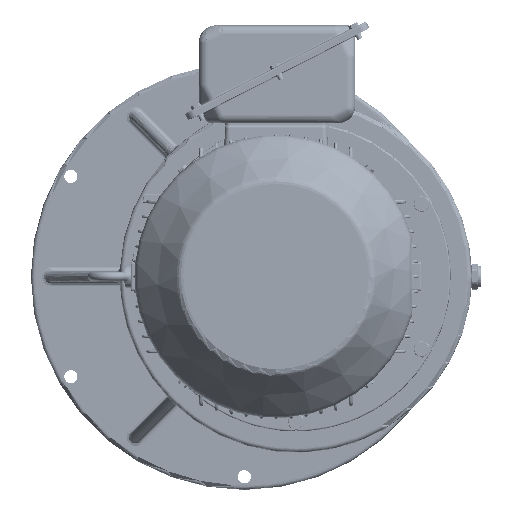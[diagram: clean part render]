
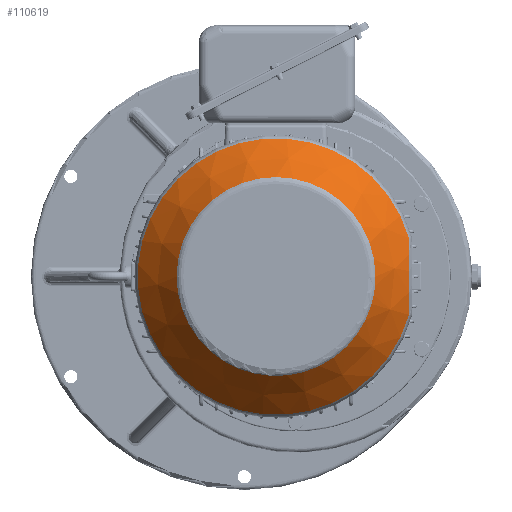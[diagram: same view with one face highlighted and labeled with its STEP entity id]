
A CAD part, left-side view. The second image highlights one B-rep face of the part: STEP entity #110619.
In plain terms, the highlighted conical face has half-angle 40 degrees and reference radius 160.7 mm.
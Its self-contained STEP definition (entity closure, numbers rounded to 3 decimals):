
#18609 = CARTESIAN_POINT ( 'NONE',  ( -523.157, 62.551, 14.704 ) ) ;
#28553 = VERTEX_POINT ( 'NONE', #113577 ) ;
#38431 = CARTESIAN_POINT ( 'NONE',  ( -516.96, 214., 0. ) ) ;
#38450 = AXIS2_PLACEMENT_3D ( 'NONE', #227695, #223079, #83109 ) ;
#48651 = EDGE_CURVE ( 'NONE', #28553, #96303, #117484, .T. ) ;
#51579 = CARTESIAN_POINT ( 'NONE',  ( -516.96, 62.959, 43.537 ) ) ;
#53756 = AXIS2_PLACEMENT_3D ( 'NONE', #38431, #87905, #159585 ) ;
#53907 = CARTESIAN_POINT ( 'NONE',  ( -523.172, 62.549, -12.789 ) ) ;
#55080 = CARTESIAN_POINT ( 'NONE',  ( -519.024, 62.826, 36.422 ) ) ;
#58835 = CARTESIAN_POINT ( 'NONE',  ( -516.96, 62.959, -43.537 ) ) ;
#63461 = CARTESIAN_POINT ( 'NONE',  ( -520.848, 62.707, -29.268 ) ) ;
#66824 = ORIENTED_EDGE ( 'NONE', *, *, #218613, .T. ) ;
#79754 = CONICAL_SURFACE ( 'NONE', #38450, 160.7, 0.698 ) ;
#83109 = DIRECTION ( 'NONE',  ( 0., -1., 0. ) ) ;
#83356 = CARTESIAN_POINT ( 'NONE',  ( -516.96, 62.959, -43.537 ) ) ;
#84294 = FACE_OUTER_BOUND ( 'NONE', #209778, .T. ) ;
#85712 = CARTESIAN_POINT ( 'NONE',  ( -523.749, 62.51, 7.412 ) ) ;
#87905 = DIRECTION ( 'NONE',  ( -1., 0., 0. ) ) ;
#87982 = DIRECTION ( 'NONE',  ( 0., 1., 0. ) ) ;
#88018 = CARTESIAN_POINT ( 'NONE',  ( -521.432, 62.667, 25.587 ) ) ;
#96303 = VERTEX_POINT ( 'NONE', #58835 ) ;
#103296 = DIRECTION ( 'NONE',  ( 1., 0., 0. ) ) ;
#105660 = CARTESIAN_POINT ( 'NONE',  ( -523.611, 62.519, -7.261 ) ) ;
#108233 = AXIS2_PLACEMENT_3D ( 'NONE', #139713, #103296, #87982 ) ;
#110619 = ADVANCED_FACE ( 'NONE', ( #153650, #84294 ), #79754, .T. ) ;
#113577 = CARTESIAN_POINT ( 'NONE',  ( -516.96, 62.959, 43.537 ) ) ;
#117484 = CIRCLE ( 'NONE', #53756, 157.191 ) ;
#127728 = ORIENTED_EDGE ( 'NONE', *, *, #185926, .T. ) ;
#134763 = EDGE_LOOP ( 'NONE', ( #66824 ) ) ;
#135115 = CARTESIAN_POINT ( 'NONE',  ( -522.294, 62.609, -20.146 ) ) ;
#139713 = CARTESIAN_POINT ( 'NONE',  ( -569.628, 214., 0. ) ) ;
#153650 = FACE_BOUND ( 'NONE', #134763, .T. ) ;
#155016 = CARTESIAN_POINT ( 'NONE',  ( -522.549, 62.592, -18.315 ) ) ;
#159585 = DIRECTION ( 'NONE',  ( 0., 1., 0. ) ) ;
#170783 = ORIENTED_EDGE ( 'NONE', *, *, #48651, .T. ) ;
#178467 = CARTESIAN_POINT ( 'NONE',  ( -518.05, 62.89, 39.995 ) ) ;
#179071 = B_SPLINE_CURVE_WITH_KNOTS ( 'NONE', 3,
 ( #83356, #192636, #63461, #135115, #155016, #226780, #53907, #105660, #196132, #85712, #18609, #88018, #194981, #55080, #178467, #51579 ),
 .UNSPECIFIED., .F., .F.,
 ( 4, 2, 2, 2, 2, 2, 2, 4 ),
 ( 0., 0.022, 0.028, 0.033, 0.044, 0.066, 0.078, 0.089 ),
 .UNSPECIFIED. ) ;
#179470 = CIRCLE ( 'NONE', #108233, 112.997 ) ;
#185926 = EDGE_CURVE ( 'NONE', #96303, #28553, #179071, .T. ) ;
#192636 = CARTESIAN_POINT ( 'NONE',  ( -519.14, 62.82, -36.451 ) ) ;
#194981 = CARTESIAN_POINT ( 'NONE',  ( -520.718, 62.715, 29.207 ) ) ;
#196132 = CARTESIAN_POINT ( 'NONE',  ( -523.755, 62.509, -3.586 ) ) ;
#205097 = CARTESIAN_POINT ( 'NONE',  ( -569.628, 326.997, 0. ) ) ;
#209778 = EDGE_LOOP ( 'NONE', ( #170783, #127728 ) ) ;
#218613 = EDGE_CURVE ( 'NONE', #226207, #226207, #179470, .T. ) ;
#223079 = DIRECTION ( 'NONE',  ( 1., 0., 0. ) ) ;
#226207 = VERTEX_POINT ( 'NONE', #205097 ) ;
#226780 = CARTESIAN_POINT ( 'NONE',  ( -522.988, 62.562, -14.637 ) ) ;
#227695 = CARTESIAN_POINT ( 'NONE',  ( -512.778, 214., 0. ) ) ;
